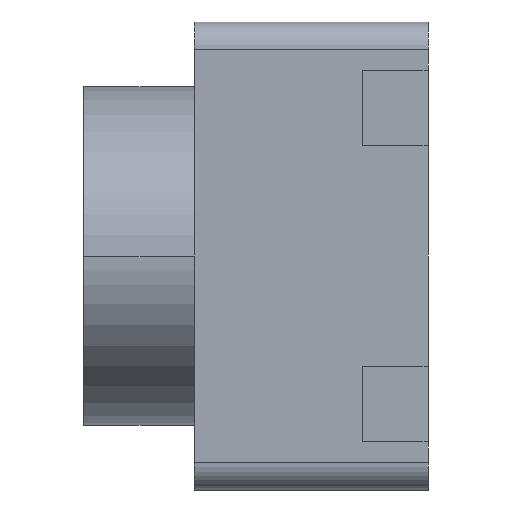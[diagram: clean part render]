
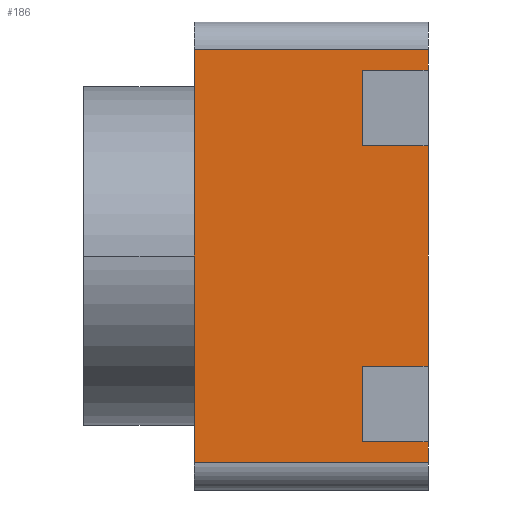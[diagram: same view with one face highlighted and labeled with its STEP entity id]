
A CAD part, left-side view. The second image highlights one B-rep face of the part: STEP entity #186.
In plain terms, the highlighted planar face has unit normal (-1, 0, 0).
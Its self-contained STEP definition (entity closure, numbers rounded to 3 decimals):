
#6 = CARTESIAN_POINT ( 'NONE',  ( -2.1, 0.478, 1.35 ) ) ;
#8 = CARTESIAN_POINT ( 'NONE',  ( -2.1, 0.478, 1.35 ) ) ;
#19 = VERTEX_POINT ( 'NONE', #619 ) ;
#27 = ORIENTED_EDGE ( 'NONE', *, *, #769, .F. ) ;
#30 = VECTOR ( 'NONE', #385, 1000. ) ;
#40 = VERTEX_POINT ( 'NONE', #549 ) ;
#41 = VECTOR ( 'NONE', #341, 1000. ) ;
#54 = EDGE_CURVE ( 'NONE', #759, #884, #580, .T. ) ;
#55 = DIRECTION ( 'NONE',  ( 0., -1., 0. ) ) ;
#65 = VERTEX_POINT ( 'NONE', #423 ) ;
#115 = CARTESIAN_POINT ( 'NONE',  ( -2.1, 0.478, -1.35 ) ) ;
#124 = DIRECTION ( 'NONE',  ( 0., 1., 0. ) ) ;
#147 = CARTESIAN_POINT ( 'NONE',  ( -2.1, 0.478, 0.8 ) ) ;
#156 = EDGE_CURVE ( 'NONE', #40, #19, #401, .T. ) ;
#172 = VECTOR ( 'NONE', #922, 1000. ) ;
#186 = ADVANCED_FACE ( 'NONE', ( #910 ), #248, .F. ) ;
#198 = DIRECTION ( 'NONE',  ( 0., 0., 1. ) ) ;
#209 = VECTOR ( 'NONE', #543, 1000. ) ;
#220 = CARTESIAN_POINT ( 'NONE',  ( -2.1, 0.478, 0.8 ) ) ;
#221 = VERTEX_POINT ( 'NONE', #262 ) ;
#226 = VECTOR ( 'NONE', #198, 1000. ) ;
#235 = EDGE_CURVE ( 'NONE', #826, #221, #237, .T. ) ;
#237 = LINE ( 'NONE', #724, #41 ) ;
#239 = CARTESIAN_POINT ( 'NONE',  ( -2.1, 1.7, 1.7 ) ) ;
#244 = DIRECTION ( 'NONE',  ( 0., 0., 1. ) ) ;
#248 = PLANE ( 'NONE',  #840 ) ;
#254 = DIRECTION ( 'NONE',  ( 1., 0., 0. ) ) ;
#262 = CARTESIAN_POINT ( 'NONE',  ( -2.1, 0., 1.5 ) ) ;
#277 = CARTESIAN_POINT ( 'NONE',  ( -2.1, 1.7, -1.5 ) ) ;
#292 = VECTOR ( 'NONE', #515, 1000. ) ;
#319 = DIRECTION ( 'NONE',  ( 0., 0., -1. ) ) ;
#324 = ORIENTED_EDGE ( 'NONE', *, *, #637, .F. ) ;
#331 = VECTOR ( 'NONE', #731, 1000. ) ;
#336 = DIRECTION ( 'NONE',  ( 0., 0., -1. ) ) ;
#339 = EDGE_CURVE ( 'NONE', #435, #956, #591, .T. ) ;
#341 = DIRECTION ( 'NONE',  ( 0., 0., 1. ) ) ;
#350 = ORIENTED_EDGE ( 'NONE', *, *, #54, .F. ) ;
#385 = DIRECTION ( 'NONE',  ( 0., 0., -1. ) ) ;
#393 = LINE ( 'NONE', #115, #292 ) ;
#394 = EDGE_CURVE ( 'NONE', #221, #503, #940, .T. ) ;
#396 = CARTESIAN_POINT ( 'NONE',  ( -2.1, 0., 1.7 ) ) ;
#398 = CARTESIAN_POINT ( 'NONE',  ( -2.1, 1.7, 1.5 ) ) ;
#401 = LINE ( 'NONE', #396, #172 ) ;
#409 = CARTESIAN_POINT ( 'NONE',  ( -2.1, 0., -1.35 ) ) ;
#423 = CARTESIAN_POINT ( 'NONE',  ( -2.1, 0.478, -0.8 ) ) ;
#430 = EDGE_CURVE ( 'NONE', #40, #65, #741, .T. ) ;
#435 = VERTEX_POINT ( 'NONE', #664 ) ;
#436 = CARTESIAN_POINT ( 'NONE',  ( -2.1, 0., 1.7 ) ) ;
#466 = LINE ( 'NONE', #6, #209 ) ;
#472 = CARTESIAN_POINT ( 'NONE',  ( -2.1, 0.478, -1.35 ) ) ;
#503 = VERTEX_POINT ( 'NONE', #398 ) ;
#515 = DIRECTION ( 'NONE',  ( 0., -1., 0. ) ) ;
#518 = EDGE_CURVE ( 'NONE', #826, #759, #466, .T. ) ;
#528 = ORIENTED_EDGE ( 'NONE', *, *, #235, .T. ) ;
#530 = EDGE_CURVE ( 'NONE', #65, #764, #972, .T. ) ;
#538 = VECTOR ( 'NONE', #124, 1000. ) ;
#543 = DIRECTION ( 'NONE',  ( 0., 1., 0. ) ) ;
#549 = CARTESIAN_POINT ( 'NONE',  ( -2.1, 0., -0.8 ) ) ;
#557 = ORIENTED_EDGE ( 'NONE', *, *, #156, .T. ) ;
#574 = VECTOR ( 'NONE', #244, 1000. ) ;
#580 = LINE ( 'NONE', #8, #606 ) ;
#590 = ORIENTED_EDGE ( 'NONE', *, *, #786, .F. ) ;
#591 = LINE ( 'NONE', #436, #226 ) ;
#600 = VECTOR ( 'NONE', #55, 1000. ) ;
#606 = VECTOR ( 'NONE', #336, 1000. ) ;
#607 = CARTESIAN_POINT ( 'NONE',  ( -2.1, 0., 1.35 ) ) ;
#619 = CARTESIAN_POINT ( 'NONE',  ( -2.1, 0., 0.8 ) ) ;
#623 = ORIENTED_EDGE ( 'NONE', *, *, #394, .T. ) ;
#637 = EDGE_CURVE ( 'NONE', #808, #503, #947, .T. ) ;
#664 = CARTESIAN_POINT ( 'NONE',  ( -2.1, 0., -1.5 ) ) ;
#679 = VECTOR ( 'NONE', #819, 1000. ) ;
#702 = ORIENTED_EDGE ( 'NONE', *, *, #430, .F. ) ;
#704 = CARTESIAN_POINT ( 'NONE',  ( -2.1, 0.478, 1.35 ) ) ;
#712 = ORIENTED_EDGE ( 'NONE', *, *, #748, .T. ) ;
#724 = CARTESIAN_POINT ( 'NONE',  ( -2.1, 0., 1.7 ) ) ;
#731 = DIRECTION ( 'NONE',  ( 0., 1., 0. ) ) ;
#734 = CARTESIAN_POINT ( 'NONE',  ( -2.1, 0.478, -0.8 ) ) ;
#740 = CARTESIAN_POINT ( 'NONE',  ( -2.1, 1.7, 1.5 ) ) ;
#741 = LINE ( 'NONE', #734, #331 ) ;
#748 = EDGE_CURVE ( 'NONE', #808, #435, #804, .T. ) ;
#759 = VERTEX_POINT ( 'NONE', #704 ) ;
#764 = VERTEX_POINT ( 'NONE', #472 ) ;
#765 = CARTESIAN_POINT ( 'NONE',  ( -2.1, 1.7, 1.7 ) ) ;
#769 = EDGE_CURVE ( 'NONE', #884, #19, #906, .T. ) ;
#786 = EDGE_CURVE ( 'NONE', #764, #956, #393, .T. ) ;
#804 = LINE ( 'NONE', #277, #679 ) ;
#808 = VERTEX_POINT ( 'NONE', #839 ) ;
#819 = DIRECTION ( 'NONE',  ( 0., -1., 0. ) ) ;
#826 = VERTEX_POINT ( 'NONE', #607 ) ;
#839 = CARTESIAN_POINT ( 'NONE',  ( -2.1, 1.7, -1.5 ) ) ;
#840 = AXIS2_PLACEMENT_3D ( 'NONE', #239, #254, #319 ) ;
#844 = ORIENTED_EDGE ( 'NONE', *, *, #530, .F. ) ;
#884 = VERTEX_POINT ( 'NONE', #220 ) ;
#906 = LINE ( 'NONE', #147, #600 ) ;
#910 = FACE_OUTER_BOUND ( 'NONE', #944, .T. ) ;
#918 = CARTESIAN_POINT ( 'NONE',  ( -2.1, 0.478, -1.35 ) ) ;
#922 = DIRECTION ( 'NONE',  ( 0., 0., 1. ) ) ;
#940 = LINE ( 'NONE', #740, #538 ) ;
#944 = EDGE_LOOP ( 'NONE', ( #958, #528, #623, #324, #712, #986, #590, #844, #702, #557, #27, #350 ) ) ;
#947 = LINE ( 'NONE', #765, #574 ) ;
#956 = VERTEX_POINT ( 'NONE', #409 ) ;
#958 = ORIENTED_EDGE ( 'NONE', *, *, #518, .F. ) ;
#972 = LINE ( 'NONE', #918, #30 ) ;
#986 = ORIENTED_EDGE ( 'NONE', *, *, #339, .T. ) ;
